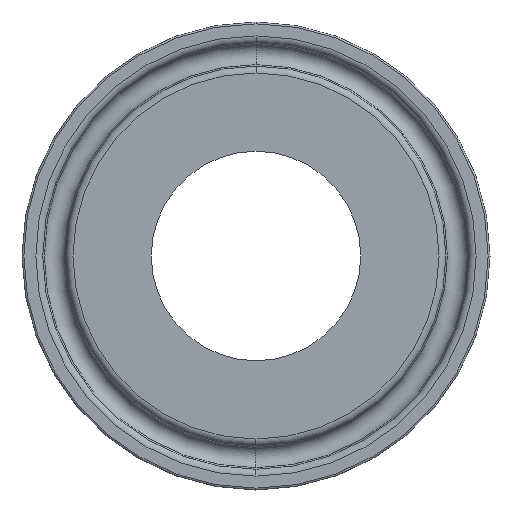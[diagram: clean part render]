
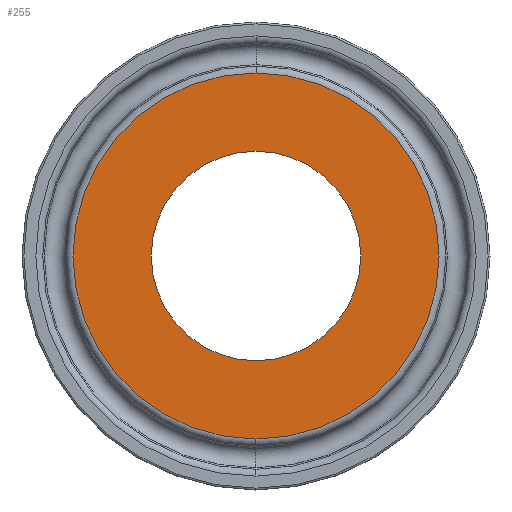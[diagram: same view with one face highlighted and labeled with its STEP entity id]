
A CAD part, left-side view. The second image highlights one B-rep face of the part: STEP entity #255.
In plain terms, the highlighted planar face has unit normal (-1, 0, 0).
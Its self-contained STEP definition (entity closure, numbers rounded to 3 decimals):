
#1 = EDGE_LOOP ( 'NONE', ( #745, #40 ) ) ;
#36 = CARTESIAN_POINT ( 'NONE',  ( 0., 0., -11.3 ) ) ;
#40 = ORIENTED_EDGE ( 'NONE', *, *, #585, .F. ) ;
#79 = CARTESIAN_POINT ( 'NONE',  ( 0., 0., 11.3 ) ) ;
#87 = DIRECTION ( 'NONE',  ( -1., 0., 0. ) ) ;
#90 = CARTESIAN_POINT ( 'NONE',  ( 0., 0., -19.747 ) ) ;
#99 = DIRECTION ( 'NONE',  ( -1., 0., 0. ) ) ;
#100 = CIRCLE ( 'NONE', #726, 11.3 ) ;
#107 = FACE_OUTER_BOUND ( 'NONE', #275, .T. ) ;
#131 = CARTESIAN_POINT ( 'NONE',  ( 0., 0., 19.747 ) ) ;
#149 = AXIS2_PLACEMENT_3D ( 'NONE', #207, #247, #544 ) ;
#168 = DIRECTION ( 'NONE',  ( 0., 0., -1. ) ) ;
#207 = CARTESIAN_POINT ( 'NONE',  ( 0., 0., 0. ) ) ;
#212 = AXIS2_PLACEMENT_3D ( 'NONE', #578, #463, #168 ) ;
#218 = CARTESIAN_POINT ( 'NONE',  ( 0., 0., 0. ) ) ;
#247 = DIRECTION ( 'NONE',  ( -1., 0., 0. ) ) ;
#255 = ADVANCED_FACE ( 'NONE', ( #630, #107 ), #389, .F. ) ;
#275 = EDGE_LOOP ( 'NONE', ( #581, #521 ) ) ;
#290 = DIRECTION ( 'NONE',  ( -1., 0., 0. ) ) ;
#316 = DIRECTION ( 'NONE',  ( 0., 0., 1. ) ) ;
#361 = CARTESIAN_POINT ( 'NONE',  ( 0., 0., 0. ) ) ;
#365 = EDGE_CURVE ( 'NONE', #598, #479, #616, .T. ) ;
#376 = CARTESIAN_POINT ( 'NONE',  ( 0., 0., 0. ) ) ;
#389 = PLANE ( 'NONE',  #212 ) ;
#454 = DIRECTION ( 'NONE',  ( 0., 0., 1. ) ) ;
#463 = DIRECTION ( 'NONE',  ( 1., 0., 0. ) ) ;
#479 = VERTEX_POINT ( 'NONE', #131 ) ;
#498 = VERTEX_POINT ( 'NONE', #79 ) ;
#521 = ORIENTED_EDGE ( 'NONE', *, *, #365, .T. ) ;
#544 = DIRECTION ( 'NONE',  ( 0., 0., 1. ) ) ;
#551 = EDGE_CURVE ( 'NONE', #479, #598, #613, .T. ) ;
#552 = AXIS2_PLACEMENT_3D ( 'NONE', #376, #87, #316 ) ;
#578 = CARTESIAN_POINT ( 'NONE',  ( 0., 19.747, 0. ) ) ;
#581 = ORIENTED_EDGE ( 'NONE', *, *, #551, .T. ) ;
#585 = EDGE_CURVE ( 'NONE', #604, #498, #689, .T. ) ;
#596 = DIRECTION ( 'NONE',  ( 0., 0., 1. ) ) ;
#598 = VERTEX_POINT ( 'NONE', #90 ) ;
#604 = VERTEX_POINT ( 'NONE', #36 ) ;
#613 = CIRCLE ( 'NONE', #552, 19.747 ) ;
#616 = CIRCLE ( 'NONE', #756, 19.747 ) ;
#630 = FACE_BOUND ( 'NONE', #1, .T. ) ;
#689 = CIRCLE ( 'NONE', #149, 11.3 ) ;
#726 = AXIS2_PLACEMENT_3D ( 'NONE', #218, #99, #454 ) ;
#736 = EDGE_CURVE ( 'NONE', #498, #604, #100, .T. ) ;
#745 = ORIENTED_EDGE ( 'NONE', *, *, #736, .F. ) ;
#756 = AXIS2_PLACEMENT_3D ( 'NONE', #361, #290, #596 ) ;
